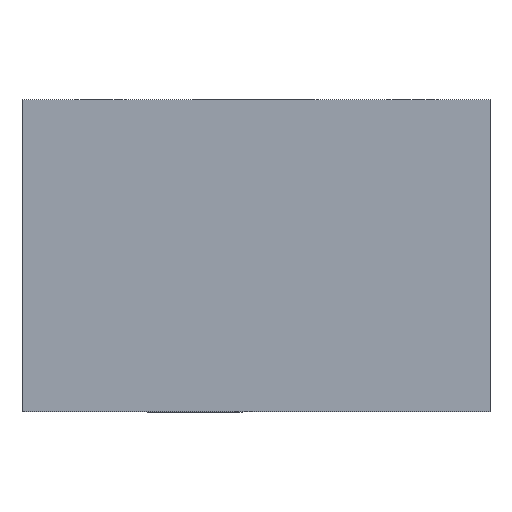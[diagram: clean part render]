
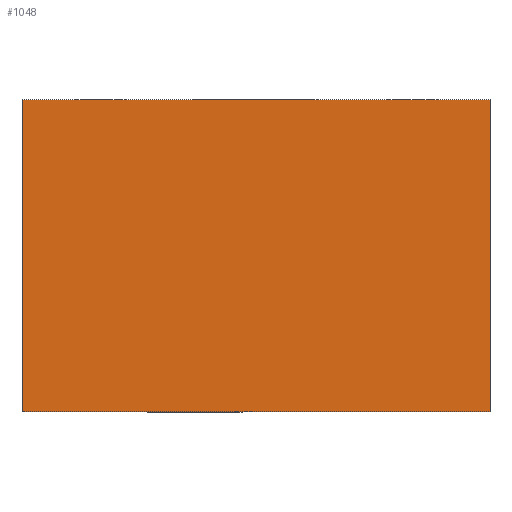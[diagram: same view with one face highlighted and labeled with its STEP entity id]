
A CAD part, front view. The second image highlights one B-rep face of the part: STEP entity #1048.
In plain terms, the highlighted planar face has unit normal (0, -1, 0).
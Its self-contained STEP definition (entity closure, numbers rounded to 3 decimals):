
#18 = LINE ( 'NONE', #1803, #183 ) ;
#57 = VERTEX_POINT ( 'NONE', #1986 ) ;
#79 = VERTEX_POINT ( 'NONE', #149 ) ;
#127 = DIRECTION ( 'NONE',  ( 1., 0., 0. ) ) ;
#149 = CARTESIAN_POINT ( 'NONE',  ( -22.5, -38., 0. ) ) ;
#182 = LINE ( 'NONE', #1225, #1255 ) ;
#183 = VECTOR ( 'NONE', #127, 1000. ) ;
#190 = EDGE_CURVE ( 'NONE', #2025, #1866, #793, .T. ) ;
#324 = CARTESIAN_POINT ( 'NONE',  ( 22.5, -38., 30. ) ) ;
#335 = CARTESIAN_POINT ( 'NONE',  ( -22.5, -38., 30. ) ) ;
#736 = CARTESIAN_POINT ( 'NONE',  ( -22.5, -38., 30. ) ) ;
#744 = EDGE_CURVE ( 'NONE', #2025, #79, #182, .T. ) ;
#793 = LINE ( 'NONE', #335, #1634 ) ;
#887 = PLANE ( 'NONE',  #2080 ) ;
#904 = DIRECTION ( 'NONE',  ( 0., 0., -1. ) ) ;
#1025 = FACE_OUTER_BOUND ( 'NONE', #1562, .T. ) ;
#1048 = ADVANCED_FACE ( 'NONE', ( #1025 ), #887, .F. ) ;
#1135 = CARTESIAN_POINT ( 'NONE',  ( 22.5, -38., 30. ) ) ;
#1225 = CARTESIAN_POINT ( 'NONE',  ( -22.5, -38., 30. ) ) ;
#1255 = VECTOR ( 'NONE', #904, 1000. ) ;
#1273 = DIRECTION ( 'NONE',  ( 0., 1., 0. ) ) ;
#1359 = DIRECTION ( 'NONE',  ( 1., 0., 0. ) ) ;
#1410 = VECTOR ( 'NONE', #1509, 1000. ) ;
#1414 = EDGE_CURVE ( 'NONE', #1866, #57, #1949, .T. ) ;
#1438 = DIRECTION ( 'NONE',  ( 0., 0., 1. ) ) ;
#1486 = ORIENTED_EDGE ( 'NONE', *, *, #190, .F. ) ;
#1509 = DIRECTION ( 'NONE',  ( 0., 0., -1. ) ) ;
#1534 = ORIENTED_EDGE ( 'NONE', *, *, #744, .T. ) ;
#1562 = EDGE_LOOP ( 'NONE', ( #1958, #1796, #1486, #1534 ) ) ;
#1627 = CARTESIAN_POINT ( 'NONE',  ( -22.5, -38., 30. ) ) ;
#1634 = VECTOR ( 'NONE', #1359, 1000. ) ;
#1796 = ORIENTED_EDGE ( 'NONE', *, *, #1414, .F. ) ;
#1803 = CARTESIAN_POINT ( 'NONE',  ( -22.5, -38., 0. ) ) ;
#1866 = VERTEX_POINT ( 'NONE', #324 ) ;
#1949 = LINE ( 'NONE', #1135, #1410 ) ;
#1958 = ORIENTED_EDGE ( 'NONE', *, *, #2146, .T. ) ;
#1986 = CARTESIAN_POINT ( 'NONE',  ( 22.5, -38., 0. ) ) ;
#2025 = VERTEX_POINT ( 'NONE', #736 ) ;
#2080 = AXIS2_PLACEMENT_3D ( 'NONE', #1627, #1273, #1438 ) ;
#2146 = EDGE_CURVE ( 'NONE', #79, #57, #18, .T. ) ;
